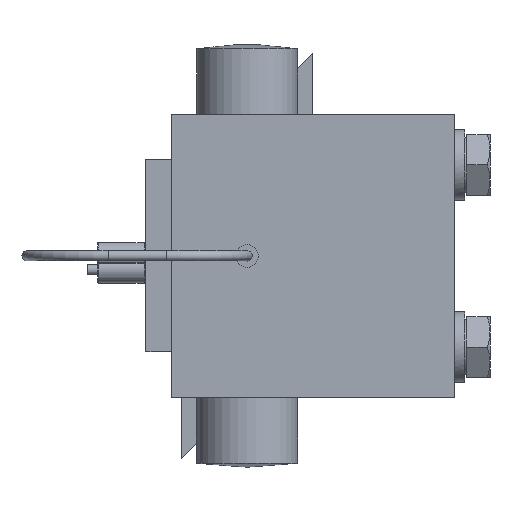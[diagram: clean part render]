
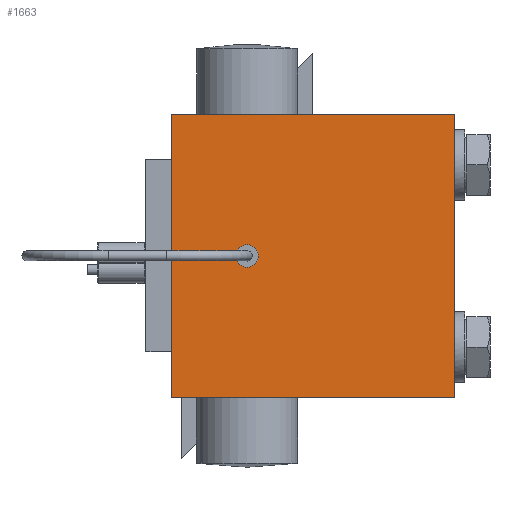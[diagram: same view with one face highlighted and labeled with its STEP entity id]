
A CAD part, front view. The second image highlights one B-rep face of the part: STEP entity #1663.
In plain terms, the highlighted planar face has unit normal (0, -1, 0).
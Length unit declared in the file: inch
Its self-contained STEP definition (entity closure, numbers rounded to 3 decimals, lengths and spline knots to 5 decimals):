
#1316=CARTESIAN_POINT('',(-2.42188,0.,0.0));
#1317=VERTEX_POINT('',#1316);
#1318=CARTESIAN_POINT('',(-2.5625,0.,0.0));
#1319=DIRECTION('',(0.0,1.0,0.0));
#1320=DIRECTION('',(1.0,0.0,0.0));
#1321=AXIS2_PLACEMENT_3D('',#1318,#1319,#1320);
#1322=CIRCLE('',#1321,0.14063);
#1323=EDGE_CURVE('',#1317,#1317,#1322,.T.);
#1503=CARTESIAN_POINT('',(-3.5,0.,-1.75));
#1504=VERTEX_POINT('',#1503);
#1511=CARTESIAN_POINT('',(-3.5,0.,1.75));
#1512=VERTEX_POINT('',#1511);
#1513=CARTESIAN_POINT('',(-3.5,0.,-1.75));
#1514=DIRECTION('',(0.0,0.0,1.0));
#1515=VECTOR('',#1514,3.5);
#1516=LINE('',#1513,#1515);
#1517=EDGE_CURVE('',#1504,#1512,#1516,.T.);
#1561=CARTESIAN_POINT('',(0.0,0.0,-1.75));
#1562=VERTEX_POINT('',#1561);
#1569=CARTESIAN_POINT('',(-3.5,0.,-1.75));
#1570=DIRECTION('',(1.0,0.0,0.0));
#1571=VECTOR('',#1570,3.5);
#1572=LINE('',#1569,#1571);
#1573=EDGE_CURVE('',#1504,#1562,#1572,.T.);
#1637=CARTESIAN_POINT('',(0.0,0.0,0.0));
#1638=DIRECTION('',(0.0,-1.0,0.0));
#1639=DIRECTION('',(0.0,0.0,-1.0));
#1640=AXIS2_PLACEMENT_3D('',#1637,#1638,#1639);
#1641=PLANE('',#1640);
#1642=CARTESIAN_POINT('',(0.0,0.0,1.75));
#1643=VERTEX_POINT('',#1642);
#1644=CARTESIAN_POINT('',(0.0,0.0,1.75));
#1645=DIRECTION('',(-1.0,0.0,0.0));
#1646=VECTOR('',#1645,3.5);
#1647=LINE('',#1644,#1646);
#1648=EDGE_CURVE('',#1643,#1512,#1647,.T.);
#1649=ORIENTED_EDGE('',*,*,#1648,.T.);
#1650=ORIENTED_EDGE('',*,*,#1517,.F.);
#1651=ORIENTED_EDGE('',*,*,#1573,.T.);
#1652=CARTESIAN_POINT('',(0.0,0.0,1.75));
#1653=DIRECTION('',(0.0,0.0,-1.0));
#1654=VECTOR('',#1653,3.5);
#1655=LINE('',#1652,#1654);
#1656=EDGE_CURVE('',#1643,#1562,#1655,.T.);
#1657=ORIENTED_EDGE('',*,*,#1656,.F.);
#1658=EDGE_LOOP('',(#1649,#1650,#1651,#1657));
#1659=FACE_OUTER_BOUND('',#1658,.T.);
#1660=ORIENTED_EDGE('',*,*,#1323,.T.);
#1661=EDGE_LOOP('',(#1660));
#1662=FACE_BOUND('',#1661,.T.);
#1663=ADVANCED_FACE('',(#1659,#1662),#1641,.T.);
